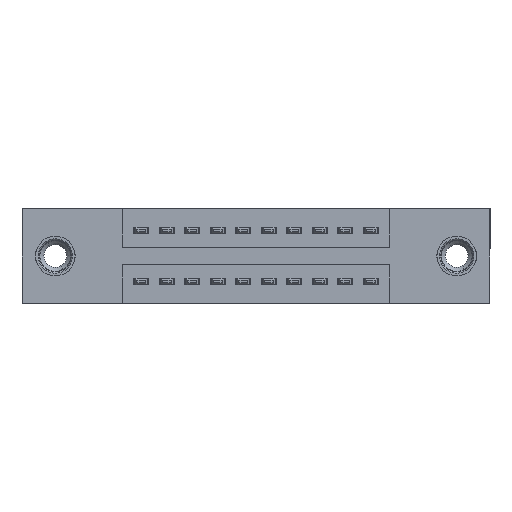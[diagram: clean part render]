
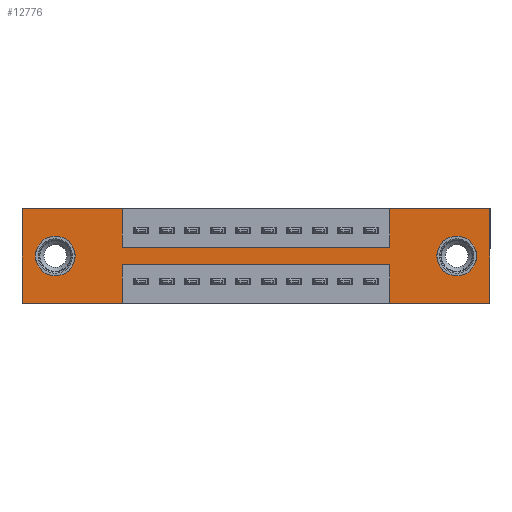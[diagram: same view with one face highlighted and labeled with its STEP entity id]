
A CAD part, front view. The second image highlights one B-rep face of the part: STEP entity #12776.
In plain terms, the highlighted planar face has unit normal (0, -1, 0).
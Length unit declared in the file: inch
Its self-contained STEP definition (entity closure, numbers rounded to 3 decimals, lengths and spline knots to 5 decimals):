
#217 = EDGE_CURVE ( 'NONE', #11632, #9596, #10529, .T. ) ;
#363 = CARTESIAN_POINT ( 'NONE',  ( 0.3925, 0., 0. ) ) ;
#465 = CARTESIAN_POINT ( 'NONE',  ( 1.705, 0., -0.107 ) ) ;
#506 = VECTOR ( 'NONE', #12181, 39.37008 ) ;
#552 = CARTESIAN_POINT ( 'NONE',  ( 1.4425, 0., 0. ) ) ;
#583 = VECTOR ( 'NONE', #13453, 39.37008 ) ;
#713 = CARTESIAN_POINT ( 'NONE',  ( 1.4425, 0., 0. ) ) ;
#765 = LINE ( 'NONE', #713, #5926 ) ;
#854 = DIRECTION ( 'NONE',  ( 0., 0., 1. ) ) ;
#873 = DIRECTION ( 'NONE',  ( 0., -1., 0. ) ) ;
#931 = DIRECTION ( 'NONE',  ( 0., 1., 0. ) ) ;
#943 = DIRECTION ( 'NONE',  ( 0., 0., -1. ) ) ;
#1089 = DIRECTION ( 'NONE',  ( 0., 0., -1. ) ) ;
#1347 = VECTOR ( 'NONE', #943, 39.37008 ) ;
#1503 = CARTESIAN_POINT ( 'NONE',  ( 0.3925, 0., -0.37 ) ) ;
#1513 = CARTESIAN_POINT ( 'NONE',  ( 0., 0., 0. ) ) ;
#1603 = VERTEX_POINT ( 'NONE', #7545 ) ;
#1688 = CARTESIAN_POINT ( 'NONE',  ( 1.835, 0., 0. ) ) ;
#1823 = VERTEX_POINT ( 'NONE', #12612 ) ;
#1829 = CARTESIAN_POINT ( 'NONE',  ( 0.3925, 0., -0.37 ) ) ;
#1850 = PLANE ( 'NONE',  #14127 ) ;
#2019 = CARTESIAN_POINT ( 'NONE',  ( 0.13, 0., -0.185 ) ) ;
#2071 = VECTOR ( 'NONE', #9174, 39.37008 ) ;
#2101 = VECTOR ( 'NONE', #4445, 39.37008 ) ;
#2165 = VERTEX_POINT ( 'NONE', #12042 ) ;
#2359 = ORIENTED_EDGE ( 'NONE', *, *, #9301, .F. ) ;
#2868 = VERTEX_POINT ( 'NONE', #8021 ) ;
#2874 = LINE ( 'NONE', #6169, #12923 ) ;
#3008 = EDGE_CURVE ( 'NONE', #11707, #11252, #10296, .T. ) ;
#3315 = LINE ( 'NONE', #10915, #2101 ) ;
#3402 = CARTESIAN_POINT ( 'NONE',  ( 0.13, 0., -0.107 ) ) ;
#3729 = VECTOR ( 'NONE', #3914, 39.37008 ) ;
#3800 = EDGE_CURVE ( 'NONE', #11389, #9713, #2874, .T. ) ;
#3810 = DIRECTION ( 'NONE',  ( -1., 0., 0. ) ) ;
#3914 = DIRECTION ( 'NONE',  ( -1., 0., 0. ) ) ;
#3943 = DIRECTION ( 'NONE',  ( 0., 0., 1. ) ) ;
#4153 = AXIS2_PLACEMENT_3D ( 'NONE', #7698, #7514, #1089 ) ;
#4163 = DIRECTION ( 'NONE',  ( 0., 1., 0. ) ) ;
#4258 = ORIENTED_EDGE ( 'NONE', *, *, #8958, .T. ) ;
#4353 = CARTESIAN_POINT ( 'NONE',  ( 0., 0., 0. ) ) ;
#4393 = ORIENTED_EDGE ( 'NONE', *, *, #3008, .F. ) ;
#4425 = CIRCLE ( 'NONE', #9213, 0.078 ) ;
#4445 = DIRECTION ( 'NONE',  ( 0., 0., -1. ) ) ;
#4636 = EDGE_CURVE ( 'NONE', #2868, #13729, #765, .T. ) ;
#4637 = CARTESIAN_POINT ( 'NONE',  ( 0.3925, 0., -0.15 ) ) ;
#4762 = DIRECTION ( 'NONE',  ( -1., 0., 0. ) ) ;
#4830 = EDGE_CURVE ( 'NONE', #13729, #11707, #11429, .T. ) ;
#4871 = VECTOR ( 'NONE', #3810, 39.37008 ) ;
#5048 = LINE ( 'NONE', #13391, #8106 ) ;
#5069 = LINE ( 'NONE', #6883, #583 ) ;
#5127 = EDGE_CURVE ( 'NONE', #1823, #11066, #13224, .T. ) ;
#5182 = CARTESIAN_POINT ( 'NONE',  ( 0., 0., -0.37 ) ) ;
#5538 = LINE ( 'NONE', #10427, #12844 ) ;
#5818 = CARTESIAN_POINT ( 'NONE',  ( 0.3925, 0., -0.22 ) ) ;
#5926 = VECTOR ( 'NONE', #854, 39.37008 ) ;
#5971 = CARTESIAN_POINT ( 'NONE',  ( 0.3925, 0., -0.22 ) ) ;
#6169 = CARTESIAN_POINT ( 'NONE',  ( 0., 0., 0. ) ) ;
#6177 = ORIENTED_EDGE ( 'NONE', *, *, #10467, .F. ) ;
#6226 = ORIENTED_EDGE ( 'NONE', *, *, #7663, .F. ) ;
#6278 = CARTESIAN_POINT ( 'NONE',  ( 0.3925, 0., -0.15 ) ) ;
#6450 = ORIENTED_EDGE ( 'NONE', *, *, #4636, .F. ) ;
#6505 = DIRECTION ( 'NONE',  ( 0., 1., 0. ) ) ;
#6528 = ORIENTED_EDGE ( 'NONE', *, *, #9307, .F. ) ;
#6602 = CARTESIAN_POINT ( 'NONE',  ( 0.13, 0., -0.263 ) ) ;
#6650 = EDGE_CURVE ( 'NONE', #11252, #8291, #9534, .T. ) ;
#6669 = LINE ( 'NONE', #1503, #2071 ) ;
#6731 = EDGE_CURVE ( 'NONE', #2165, #7898, #4425, .T. ) ;
#6883 = CARTESIAN_POINT ( 'NONE',  ( 0., 0., 0. ) ) ;
#7076 = DIRECTION ( 'NONE',  ( 0., 0., 1. ) ) ;
#7098 = ORIENTED_EDGE ( 'NONE', *, *, #217, .T. ) ;
#7102 = CIRCLE ( 'NONE', #9859, 0.078 ) ;
#7441 = CARTESIAN_POINT ( 'NONE',  ( 0., 0., -0.37 ) ) ;
#7514 = DIRECTION ( 'NONE',  ( 0., 1., 0. ) ) ;
#7545 = CARTESIAN_POINT ( 'NONE',  ( 0., 0., -0.37 ) ) ;
#7600 = DIRECTION ( 'NONE',  ( 0., 0., 1. ) ) ;
#7663 = EDGE_CURVE ( 'NONE', #1603, #11389, #5069, .T. ) ;
#7698 = CARTESIAN_POINT ( 'NONE',  ( 1.705, 0., -0.185 ) ) ;
#7898 = VERTEX_POINT ( 'NONE', #465 ) ;
#8021 = CARTESIAN_POINT ( 'NONE',  ( 1.4425, 0., -0.15 ) ) ;
#8050 = LINE ( 'NONE', #6278, #506 ) ;
#8101 = EDGE_CURVE ( 'NONE', #9596, #11632, #7102, .T. ) ;
#8106 = VECTOR ( 'NONE', #4762, 39.37008 ) ;
#8291 = VERTEX_POINT ( 'NONE', #11267 ) ;
#8462 = EDGE_LOOP ( 'NONE', ( #6177, #8521, #6528, #13828, #4393, #11913, #6450, #13554, #12360, #12852, #6226, #2359 ) ) ;
#8521 = ORIENTED_EDGE ( 'NONE', *, *, #5127, .F. ) ;
#8656 = CARTESIAN_POINT ( 'NONE',  ( 0.13, 0., -0.185 ) ) ;
#8883 = FACE_BOUND ( 'NONE', #12756, .T. ) ;
#8900 = ORIENTED_EDGE ( 'NONE', *, *, #8101, .T. ) ;
#8935 = VERTEX_POINT ( 'NONE', #1829 ) ;
#8958 = EDGE_CURVE ( 'NONE', #7898, #2165, #12218, .T. ) ;
#9061 = FACE_BOUND ( 'NONE', #11619, .T. ) ;
#9174 = DIRECTION ( 'NONE',  ( 0., 0., -1. ) ) ;
#9213 = AXIS2_PLACEMENT_3D ( 'NONE', #11766, #4163, #11678 ) ;
#9279 = DIRECTION ( 'NONE',  ( 1., 0., 0. ) ) ;
#9301 = EDGE_CURVE ( 'NONE', #8935, #1603, #5048, .T. ) ;
#9307 = EDGE_CURVE ( 'NONE', #8291, #1823, #5538, .T. ) ;
#9477 = EDGE_CURVE ( 'NONE', #9713, #12954, #3315, .T. ) ;
#9534 = LINE ( 'NONE', #5182, #3729 ) ;
#9596 = VERTEX_POINT ( 'NONE', #6602 ) ;
#9713 = VERTEX_POINT ( 'NONE', #363 ) ;
#9859 = AXIS2_PLACEMENT_3D ( 'NONE', #2019, #6505, #7600 ) ;
#10296 = LINE ( 'NONE', #10790, #1347 ) ;
#10427 = CARTESIAN_POINT ( 'NONE',  ( 1.4425, 0., -0.37 ) ) ;
#10467 = EDGE_CURVE ( 'NONE', #11066, #8935, #6669, .T. ) ;
#10529 = CIRCLE ( 'NONE', #13674, 0.078 ) ;
#10736 = VECTOR ( 'NONE', #9279, 39.37008 ) ;
#10772 = DIRECTION ( 'NONE',  ( 0., 0., -1. ) ) ;
#10790 = CARTESIAN_POINT ( 'NONE',  ( 1.835, 0., 0. ) ) ;
#10835 = EDGE_CURVE ( 'NONE', #12954, #2868, #8050, .T. ) ;
#10915 = CARTESIAN_POINT ( 'NONE',  ( 0.3925, 0., 0. ) ) ;
#10971 = FACE_OUTER_BOUND ( 'NONE', #8462, .T. ) ;
#11066 = VERTEX_POINT ( 'NONE', #5971 ) ;
#11252 = VERTEX_POINT ( 'NONE', #14043 ) ;
#11267 = CARTESIAN_POINT ( 'NONE',  ( 1.4425, 0., -0.37 ) ) ;
#11389 = VERTEX_POINT ( 'NONE', #4353 ) ;
#11429 = LINE ( 'NONE', #1513, #10736 ) ;
#11619 = EDGE_LOOP ( 'NONE', ( #4258, #12219 ) ) ;
#11632 = VERTEX_POINT ( 'NONE', #3402 ) ;
#11678 = DIRECTION ( 'NONE',  ( 0., 0., -1. ) ) ;
#11690 = DIRECTION ( 'NONE',  ( 1., 0., 0. ) ) ;
#11707 = VERTEX_POINT ( 'NONE', #1688 ) ;
#11766 = CARTESIAN_POINT ( 'NONE',  ( 1.705, 0., -0.185 ) ) ;
#11913 = ORIENTED_EDGE ( 'NONE', *, *, #4830, .F. ) ;
#12042 = CARTESIAN_POINT ( 'NONE',  ( 1.705, 0., -0.263 ) ) ;
#12181 = DIRECTION ( 'NONE',  ( 1., 0., 0. ) ) ;
#12218 = CIRCLE ( 'NONE', #4153, 0.078 ) ;
#12219 = ORIENTED_EDGE ( 'NONE', *, *, #6731, .T. ) ;
#12360 = ORIENTED_EDGE ( 'NONE', *, *, #9477, .F. ) ;
#12612 = CARTESIAN_POINT ( 'NONE',  ( 1.4425, 0., -0.22 ) ) ;
#12756 = EDGE_LOOP ( 'NONE', ( #7098, #8900 ) ) ;
#12776 = ADVANCED_FACE ( 'NONE', ( #9061, #8883, #10971 ), #1850, .T. ) ;
#12844 = VECTOR ( 'NONE', #3943, 39.37008 ) ;
#12852 = ORIENTED_EDGE ( 'NONE', *, *, #3800, .F. ) ;
#12923 = VECTOR ( 'NONE', #11690, 39.37008 ) ;
#12954 = VERTEX_POINT ( 'NONE', #4637 ) ;
#13224 = LINE ( 'NONE', #5818, #4871 ) ;
#13391 = CARTESIAN_POINT ( 'NONE',  ( 0., 0., -0.37 ) ) ;
#13453 = DIRECTION ( 'NONE',  ( 0., 0., 1. ) ) ;
#13554 = ORIENTED_EDGE ( 'NONE', *, *, #10835, .F. ) ;
#13674 = AXIS2_PLACEMENT_3D ( 'NONE', #8656, #931, #7076 ) ;
#13729 = VERTEX_POINT ( 'NONE', #552 ) ;
#13828 = ORIENTED_EDGE ( 'NONE', *, *, #6650, .F. ) ;
#14043 = CARTESIAN_POINT ( 'NONE',  ( 1.835, 0., -0.37 ) ) ;
#14127 = AXIS2_PLACEMENT_3D ( 'NONE', #7441, #873, #10772 ) ;
